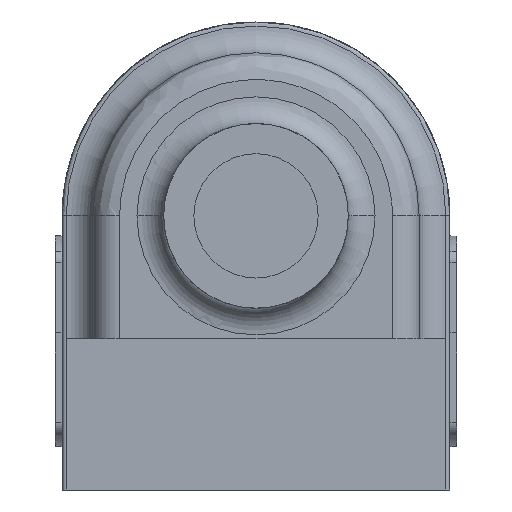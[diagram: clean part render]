
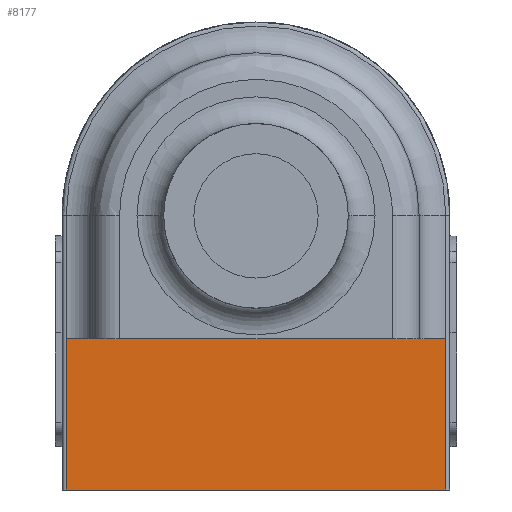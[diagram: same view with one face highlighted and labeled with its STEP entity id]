
A CAD part, left-side view. The second image highlights one B-rep face of the part: STEP entity #8177.
In plain terms, the highlighted planar face has unit normal (-1, 0, 0).
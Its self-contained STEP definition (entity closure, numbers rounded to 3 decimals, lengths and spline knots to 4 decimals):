
#1885 = VECTOR ( 'NONE', #28208, 39.3701 ) ;
#3283 = DIRECTION ( 'NONE',  ( -1., 0., 0. ) ) ;
#4366 = VECTOR ( 'NONE', #34047, 39.3701 ) ;
#4661 = ORIENTED_EDGE ( 'NONE', *, *, #30242, .T. ) ;
#8177 = ADVANCED_FACE ( 'NONE', ( #22977 ), #32342, .T. ) ;
#8342 = VERTEX_POINT ( 'NONE', #30622 ) ;
#8477 = CARTESIAN_POINT ( 'NONE',  ( -2.122, 0., -0.0197 ) ) ;
#8631 = CARTESIAN_POINT ( 'NONE',  ( -2.122, -0.5591, 0.4252 ) ) ;
#8674 = LINE ( 'NONE', #8477, #1885 ) ;
#8746 = VERTEX_POINT ( 'NONE', #8631 ) ;
#9540 = VECTOR ( 'NONE', #34237, 39.3701 ) ;
#12100 = EDGE_LOOP ( 'NONE', ( #27865, #13661, #4661, #14501 ) ) ;
#12540 = EDGE_CURVE ( 'NONE', #8342, #15911, #8674, .T. ) ;
#13661 = ORIENTED_EDGE ( 'NONE', *, *, #12540, .T. ) ;
#14501 = ORIENTED_EDGE ( 'NONE', *, *, #40180, .T. ) ;
#15911 = VERTEX_POINT ( 'NONE', #16713 ) ;
#16713 = CARTESIAN_POINT ( 'NONE',  ( -2.122, -0.5591, -0.0197 ) ) ;
#16822 = DIRECTION ( 'NONE',  ( 0., 0., 1. ) ) ;
#17790 = VERTEX_POINT ( 'NONE', #18691 ) ;
#18306 = CARTESIAN_POINT ( 'NONE',  ( -2.122, -0.5591, 0. ) ) ;
#18691 = CARTESIAN_POINT ( 'NONE',  ( -2.122, 0.5591, 0.4252 ) ) ;
#21519 = LINE ( 'NONE', #21946, #40919 ) ;
#21946 = CARTESIAN_POINT ( 'NONE',  ( -2.122, 0.5591, 0. ) ) ;
#22977 = FACE_OUTER_BOUND ( 'NONE', #12100, .T. ) ;
#25110 = DIRECTION ( 'NONE',  ( 0., 0., -1. ) ) ;
#25212 = EDGE_CURVE ( 'NONE', #17790, #8342, #21519, .T. ) ;
#25736 = CARTESIAN_POINT ( 'NONE',  ( -2.122, -0.5709, 0. ) ) ;
#27865 = ORIENTED_EDGE ( 'NONE', *, *, #25212, .T. ) ;
#28208 = DIRECTION ( 'NONE',  ( 0., -1., 0. ) ) ;
#30242 = EDGE_CURVE ( 'NONE', #15911, #8746, #38041, .T. ) ;
#30622 = CARTESIAN_POINT ( 'NONE',  ( -2.122, 0.5591, -0.0197 ) ) ;
#32342 = PLANE ( 'NONE',  #36429 ) ;
#33643 = CARTESIAN_POINT ( 'NONE',  ( -2.122, -0.5709, 0.4252 ) ) ;
#33838 = LINE ( 'NONE', #33643, #4366 ) ;
#34047 = DIRECTION ( 'NONE',  ( 0., 1., 0. ) ) ;
#34237 = DIRECTION ( 'NONE',  ( 0., 0., 1. ) ) ;
#36429 = AXIS2_PLACEMENT_3D ( 'NONE', #25736, #3283, #16822 ) ;
#38041 = LINE ( 'NONE', #18306, #9540 ) ;
#40180 = EDGE_CURVE ( 'NONE', #8746, #17790, #33838, .T. ) ;
#40919 = VECTOR ( 'NONE', #25110, 39.3701 ) ;
